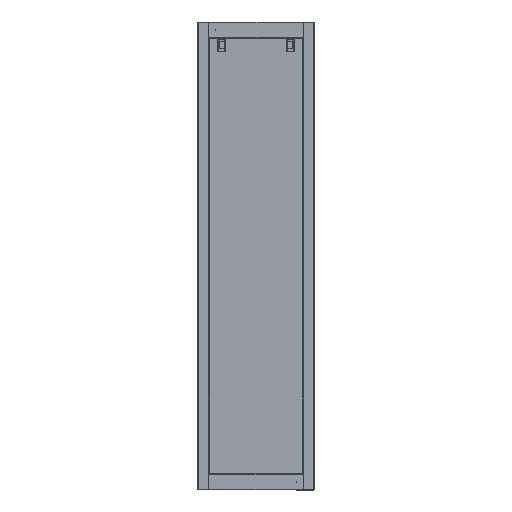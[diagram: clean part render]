
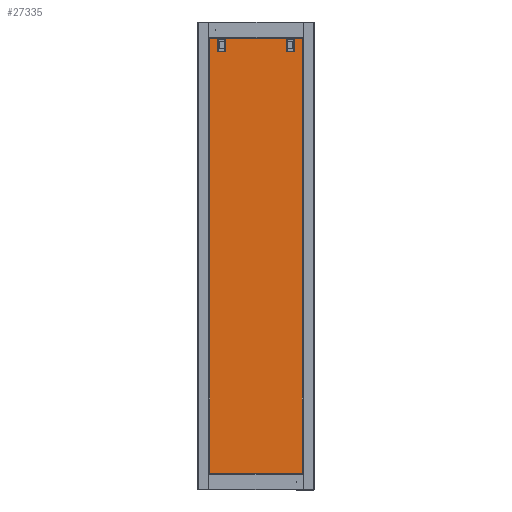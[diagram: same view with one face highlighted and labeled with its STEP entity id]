
A CAD part, top view. The second image highlights one B-rep face of the part: STEP entity #27335.
In plain terms, the highlighted face is planar.
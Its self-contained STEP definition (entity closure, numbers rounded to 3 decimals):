
#15 = DIRECTION ( 'NONE',  ( 0., -1., 0. ) ) ;
#858 = CARTESIAN_POINT ( 'NONE',  ( 300., 1665., -1. ) ) ;
#1501 = LINE ( 'NONE', #3691, #10299 ) ;
#1556 = CARTESIAN_POINT ( 'NONE',  ( 2., 2., -1. ) ) ;
#3003 = VECTOR ( 'NONE', #15, 1000. ) ;
#3144 = ORIENTED_EDGE ( 'NONE', *, *, #12479, .F. ) ;
#3301 = VERTEX_POINT ( 'NONE', #5094 ) ;
#3500 = CARTESIAN_POINT ( 'NONE',  ( 326., 1665., -1. ) ) ;
#3544 = FACE_OUTER_BOUND ( 'NONE', #9306, .T. ) ;
#3691 = CARTESIAN_POINT ( 'NONE',  ( 359.859, 2., -1. ) ) ;
#3733 = CARTESIAN_POINT ( 'NONE',  ( 359., 2., -1. ) ) ;
#3804 = LINE ( 'NONE', #7051, #11189 ) ;
#3888 = VERTEX_POINT ( 'NONE', #20388 ) ;
#4226 = DIRECTION ( 'NONE',  ( -1., 0., 0. ) ) ;
#4423 = ORIENTED_EDGE ( 'NONE', *, *, #7688, .F. ) ;
#4514 = ORIENTED_EDGE ( 'NONE', *, *, #24021, .F. ) ;
#4533 = EDGE_CURVE ( 'NONE', #3301, #15211, #13449, .T. ) ;
#5094 = CARTESIAN_POINT ( 'NONE',  ( 2., 1675., -1. ) ) ;
#5464 = CARTESIAN_POINT ( 'NONE',  ( 61., 1665., -1. ) ) ;
#5494 = VERTEX_POINT ( 'NONE', #35458 ) ;
#5569 = CARTESIAN_POINT ( 'NONE',  ( 359., 1675.859, -1. ) ) ;
#5600 = CARTESIAN_POINT ( 'NONE',  ( 35., 1627., -1. ) ) ;
#5637 = DIRECTION ( 'NONE',  ( 1., 0., 0. ) ) ;
#5736 = LINE ( 'NONE', #6093, #31764 ) ;
#6059 = CARTESIAN_POINT ( 'NONE',  ( 359., 1675., -1. ) ) ;
#6093 = CARTESIAN_POINT ( 'NONE',  ( 326., 1627., -1. ) ) ;
#6265 = DIRECTION ( 'NONE',  ( -1., 0., 0. ) ) ;
#6385 = VECTOR ( 'NONE', #21426, 1000. ) ;
#6869 = VERTEX_POINT ( 'NONE', #3733 ) ;
#7051 = CARTESIAN_POINT ( 'NONE',  ( 326., 1665., -1. ) ) ;
#7688 = EDGE_CURVE ( 'NONE', #5494, #29494, #34438, .T. ) ;
#8560 = EDGE_LOOP ( 'NONE', ( #4514, #14344, #9309, #29047 ) ) ;
#9306 = EDGE_LOOP ( 'NONE', ( #22265, #11756, #29061, #31324 ) ) ;
#9309 = ORIENTED_EDGE ( 'NONE', *, *, #11799, .F. ) ;
#10299 = VECTOR ( 'NONE', #4226, 1000. ) ;
#10506 = EDGE_CURVE ( 'NONE', #14866, #3301, #27978, .T. ) ;
#10663 = DIRECTION ( 'NONE',  ( 0., 1., 0. ) ) ;
#11057 = LINE ( 'NONE', #5464, #3003 ) ;
#11189 = VECTOR ( 'NONE', #15375, 1000. ) ;
#11748 = VERTEX_POINT ( 'NONE', #34020 ) ;
#11756 = ORIENTED_EDGE ( 'NONE', *, *, #30560, .T. ) ;
#11799 = EDGE_CURVE ( 'NONE', #12287, #16726, #17335, .T. ) ;
#12197 = DIRECTION ( 'NONE',  ( -1., 0., 0. ) ) ;
#12287 = VERTEX_POINT ( 'NONE', #25980 ) ;
#12479 = EDGE_CURVE ( 'NONE', #24678, #5494, #11057, .T. ) ;
#13023 = CARTESIAN_POINT ( 'NONE',  ( 35., 1665., -1. ) ) ;
#13449 = LINE ( 'NONE', #27040, #6385 ) ;
#13658 = VECTOR ( 'NONE', #5637, 1000. ) ;
#14344 = ORIENTED_EDGE ( 'NONE', *, *, #27661, .F. ) ;
#14866 = VERTEX_POINT ( 'NONE', #1556 ) ;
#15211 = VERTEX_POINT ( 'NONE', #6059 ) ;
#15375 = DIRECTION ( 'NONE',  ( 0., -1., 0. ) ) ;
#15857 = VERTEX_POINT ( 'NONE', #29854 ) ;
#16726 = VERTEX_POINT ( 'NONE', #31905 ) ;
#16777 = ORIENTED_EDGE ( 'NONE', *, *, #27955, .F. ) ;
#16794 = DIRECTION ( 'NONE',  ( 0., 1., 0. ) ) ;
#16922 = CARTESIAN_POINT ( 'NONE',  ( 2., 1.141, -1. ) ) ;
#17063 = VECTOR ( 'NONE', #29692, 1000. ) ;
#17112 = FACE_BOUND ( 'NONE', #26591, .T. ) ;
#17335 = LINE ( 'NONE', #858, #35012 ) ;
#17827 = PLANE ( 'NONE',  #22296 ) ;
#19151 = EDGE_CURVE ( 'NONE', #15211, #6869, #33110, .T. ) ;
#19812 = CARTESIAN_POINT ( 'NONE',  ( 0., 0., -1. ) ) ;
#19945 = DIRECTION ( 'NONE',  ( 1., 0., 0. ) ) ;
#20388 = CARTESIAN_POINT ( 'NONE',  ( 326., 1665., -1. ) ) ;
#20815 = DIRECTION ( 'NONE',  ( -1., 0., 0. ) ) ;
#20964 = VECTOR ( 'NONE', #10663, 1000. ) ;
#21426 = DIRECTION ( 'NONE',  ( 1., 0., 0. ) ) ;
#21472 = CARTESIAN_POINT ( 'NONE',  ( 61., 1665., -1. ) ) ;
#22265 = ORIENTED_EDGE ( 'NONE', *, *, #19151, .T. ) ;
#22296 = AXIS2_PLACEMENT_3D ( 'NONE', #19812, #28526, #12197 ) ;
#24021 = EDGE_CURVE ( 'NONE', #3888, #15857, #3804, .T. ) ;
#24678 = VERTEX_POINT ( 'NONE', #21472 ) ;
#25378 = EDGE_CURVE ( 'NONE', #29494, #11748, #32258, .T. ) ;
#25569 = LINE ( 'NONE', #3500, #34505 ) ;
#25980 = CARTESIAN_POINT ( 'NONE',  ( 300., 1627., -1. ) ) ;
#26046 = ORIENTED_EDGE ( 'NONE', *, *, #25378, .F. ) ;
#26260 = CARTESIAN_POINT ( 'NONE',  ( 61., 1627., -1. ) ) ;
#26591 = EDGE_LOOP ( 'NONE', ( #3144, #16777, #26046, #4423 ) ) ;
#27010 = LINE ( 'NONE', #30446, #13658 ) ;
#27040 = CARTESIAN_POINT ( 'NONE',  ( 1.141, 1675., -1. ) ) ;
#27335 = ADVANCED_FACE ( 'NONE', ( #17112, #31624, #3544 ), #17827, .T. ) ;
#27645 = DIRECTION ( 'NONE',  ( 0., -1., 0. ) ) ;
#27661 = EDGE_CURVE ( 'NONE', #16726, #3888, #25569, .T. ) ;
#27820 = VECTOR ( 'NONE', #20815, 1000. ) ;
#27955 = EDGE_CURVE ( 'NONE', #11748, #24678, #27010, .T. ) ;
#27978 = LINE ( 'NONE', #16922, #20964 ) ;
#28526 = DIRECTION ( 'NONE',  ( 0., 0., -1. ) ) ;
#29047 = ORIENTED_EDGE ( 'NONE', *, *, #30007, .F. ) ;
#29061 = ORIENTED_EDGE ( 'NONE', *, *, #10506, .T. ) ;
#29494 = VERTEX_POINT ( 'NONE', #5600 ) ;
#29692 = DIRECTION ( 'NONE',  ( 0., 1., 0. ) ) ;
#29854 = CARTESIAN_POINT ( 'NONE',  ( 326., 1627., -1. ) ) ;
#30007 = EDGE_CURVE ( 'NONE', #15857, #12287, #5736, .T. ) ;
#30446 = CARTESIAN_POINT ( 'NONE',  ( 61., 1665., -1. ) ) ;
#30560 = EDGE_CURVE ( 'NONE', #6869, #14866, #1501, .T. ) ;
#31324 = ORIENTED_EDGE ( 'NONE', *, *, #4533, .T. ) ;
#31624 = FACE_BOUND ( 'NONE', #8560, .T. ) ;
#31764 = VECTOR ( 'NONE', #6265, 1000. ) ;
#31905 = CARTESIAN_POINT ( 'NONE',  ( 300., 1665., -1. ) ) ;
#32258 = LINE ( 'NONE', #13023, #17063 ) ;
#33110 = LINE ( 'NONE', #5569, #34245 ) ;
#34020 = CARTESIAN_POINT ( 'NONE',  ( 35., 1665., -1. ) ) ;
#34245 = VECTOR ( 'NONE', #27645, 1000. ) ;
#34438 = LINE ( 'NONE', #26260, #27820 ) ;
#34505 = VECTOR ( 'NONE', #19945, 1000. ) ;
#35012 = VECTOR ( 'NONE', #16794, 1000. ) ;
#35458 = CARTESIAN_POINT ( 'NONE',  ( 61., 1627., -1. ) ) ;
